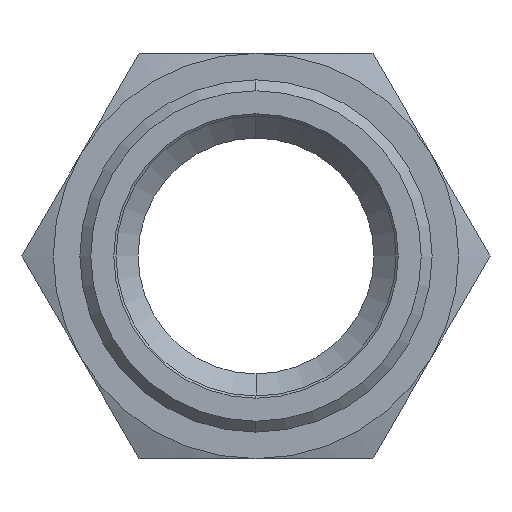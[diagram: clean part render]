
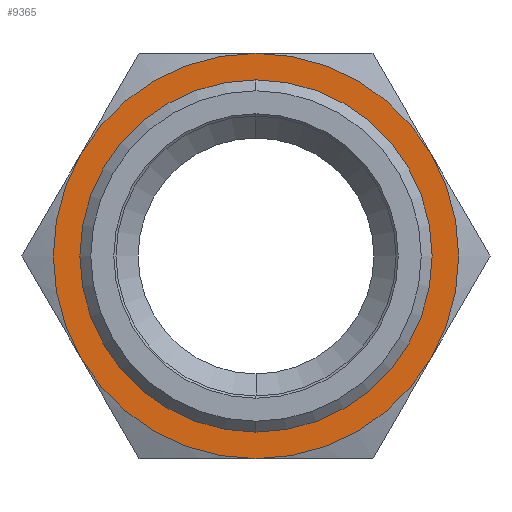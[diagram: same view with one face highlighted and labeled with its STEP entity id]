
A CAD part, left-side view. The second image highlights one B-rep face of the part: STEP entity #9365.
In plain terms, the highlighted planar face has unit normal (-1, 0, 0).
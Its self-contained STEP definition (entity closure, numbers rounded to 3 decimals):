
#23 = CIRCLE ( 'NONE', #6733, 22.67 ) ;
#101 = DIRECTION ( 'NONE',  ( 1., 0., 0. ) ) ;
#271 = FACE_OUTER_BOUND ( 'NONE', #11218, .T. ) ;
#388 = CIRCLE ( 'NONE', #12900, 27.5 ) ;
#602 = DIRECTION ( 'NONE',  ( 0., 0., 1. ) ) ;
#617 = DIRECTION ( 'NONE',  ( 0., 0., 1. ) ) ;
#696 = ORIENTED_EDGE ( 'NONE', *, *, #5691, .T. ) ;
#771 = CARTESIAN_POINT ( 'NONE',  ( -58., 0., 0. ) ) ;
#1356 = EDGE_LOOP ( 'NONE', ( #6410, #4926 ) ) ;
#1396 = CARTESIAN_POINT ( 'NONE',  ( -58., 23.816, -13.75 ) ) ;
#1634 = CIRCLE ( 'NONE', #3022, 27.5 ) ;
#1702 = VERTEX_POINT ( 'NONE', #5050 ) ;
#1991 = CARTESIAN_POINT ( 'NONE',  ( -58., -23.816, 13.75 ) ) ;
#3022 = AXIS2_PLACEMENT_3D ( 'NONE', #771, #11168, #8748 ) ;
#3058 = VERTEX_POINT ( 'NONE', #1396 ) ;
#3062 = CARTESIAN_POINT ( 'NONE',  ( -58., 0., 0. ) ) ;
#3072 = ORIENTED_EDGE ( 'NONE', *, *, #10347, .T. ) ;
#3163 = EDGE_CURVE ( 'NONE', #10804, #1702, #13987, .T. ) ;
#3220 = DIRECTION ( 'NONE',  ( 0., 0., 1. ) ) ;
#3307 = CARTESIAN_POINT ( 'NONE',  ( -58., 0., 22.67 ) ) ;
#4091 = DIRECTION ( 'NONE',  ( 0., 0., 1. ) ) ;
#4107 = DIRECTION ( 'NONE',  ( -1., 0., 0. ) ) ;
#4284 = AXIS2_PLACEMENT_3D ( 'NONE', #5491, #10209, #3220 ) ;
#4350 = DIRECTION ( 'NONE',  ( 1., 0., 0. ) ) ;
#4362 = DIRECTION ( 'NONE',  ( -1., 0., 0. ) ) ;
#4372 = AXIS2_PLACEMENT_3D ( 'NONE', #9740, #10871, #14356 ) ;
#4508 = CARTESIAN_POINT ( 'NONE',  ( -58., 0., -22.67 ) ) ;
#4800 = DIRECTION ( 'NONE',  ( 0., 0., 1. ) ) ;
#4926 = ORIENTED_EDGE ( 'NONE', *, *, #7180, .T. ) ;
#5050 = CARTESIAN_POINT ( 'NONE',  ( -58., 23.816, 13.75 ) ) ;
#5273 = AXIS2_PLACEMENT_3D ( 'NONE', #8736, #14541, #602 ) ;
#5491 = CARTESIAN_POINT ( 'NONE',  ( -58., 34.5, 0. ) ) ;
#5691 = EDGE_CURVE ( 'NONE', #12925, #9710, #10904, .T. ) ;
#6151 = ORIENTED_EDGE ( 'NONE', *, *, #3163, .T. ) ;
#6188 = EDGE_CURVE ( 'NONE', #13151, #12925, #388, .T. ) ;
#6410 = ORIENTED_EDGE ( 'NONE', *, *, #11544, .T. ) ;
#6680 = AXIS2_PLACEMENT_3D ( 'NONE', #10581, #101, #7139 ) ;
#6733 = AXIS2_PLACEMENT_3D ( 'NONE', #11317, #4350, #4800 ) ;
#7016 = CIRCLE ( 'NONE', #14222, 27.5 ) ;
#7046 = CIRCLE ( 'NONE', #5273, 27.5 ) ;
#7139 = DIRECTION ( 'NONE',  ( 0., 0., 1. ) ) ;
#7180 = EDGE_CURVE ( 'NONE', #10455, #14753, #9092, .T. ) ;
#7482 = CARTESIAN_POINT ( 'NONE',  ( -58., -23.816, -13.75 ) ) ;
#8043 = ORIENTED_EDGE ( 'NONE', *, *, #13434, .T. ) ;
#8732 = DIRECTION ( 'NONE',  ( -1., 0., 0. ) ) ;
#8736 = CARTESIAN_POINT ( 'NONE',  ( -58., 0., 0. ) ) ;
#8748 = DIRECTION ( 'NONE',  ( 0., 0., 1. ) ) ;
#9092 = CIRCLE ( 'NONE', #6680, 22.67 ) ;
#9365 = ADVANCED_FACE ( 'NONE', ( #9545, #271 ), #10114, .T. ) ;
#9403 = CARTESIAN_POINT ( 'NONE',  ( -58., 0., 0. ) ) ;
#9545 = FACE_BOUND ( 'NONE', #1356, .T. ) ;
#9710 = VERTEX_POINT ( 'NONE', #1991 ) ;
#9740 = CARTESIAN_POINT ( 'NONE',  ( -58., 0., 0. ) ) ;
#10070 = AXIS2_PLACEMENT_3D ( 'NONE', #3062, #8732, #4091 ) ;
#10114 = PLANE ( 'NONE',  #4284 ) ;
#10209 = DIRECTION ( 'NONE',  ( -1., 0., 0. ) ) ;
#10347 = EDGE_CURVE ( 'NONE', #3058, #13151, #7046, .T. ) ;
#10455 = VERTEX_POINT ( 'NONE', #4508 ) ;
#10581 = CARTESIAN_POINT ( 'NONE',  ( -58., 0., 0. ) ) ;
#10804 = VERTEX_POINT ( 'NONE', #10988 ) ;
#10871 = DIRECTION ( 'NONE',  ( -1., 0., 0. ) ) ;
#10904 = CIRCLE ( 'NONE', #4372, 27.5 ) ;
#10988 = CARTESIAN_POINT ( 'NONE',  ( -58., 0., 27.5 ) ) ;
#11168 = DIRECTION ( 'NONE',  ( -1., 0., 0. ) ) ;
#11218 = EDGE_LOOP ( 'NONE', ( #8043, #6151, #13755, #3072, #12528, #696 ) ) ;
#11317 = CARTESIAN_POINT ( 'NONE',  ( -58., 0., 0. ) ) ;
#11544 = EDGE_CURVE ( 'NONE', #14753, #10455, #23, .T. ) ;
#12314 = EDGE_CURVE ( 'NONE', #1702, #3058, #1634, .T. ) ;
#12483 = DIRECTION ( 'NONE',  ( 0., 0., 1. ) ) ;
#12528 = ORIENTED_EDGE ( 'NONE', *, *, #6188, .T. ) ;
#12544 = CARTESIAN_POINT ( 'NONE',  ( -58., 0., -27.5 ) ) ;
#12900 = AXIS2_PLACEMENT_3D ( 'NONE', #14553, #4362, #12483 ) ;
#12925 = VERTEX_POINT ( 'NONE', #7482 ) ;
#13151 = VERTEX_POINT ( 'NONE', #12544 ) ;
#13434 = EDGE_CURVE ( 'NONE', #9710, #10804, #7016, .T. ) ;
#13755 = ORIENTED_EDGE ( 'NONE', *, *, #12314, .T. ) ;
#13987 = CIRCLE ( 'NONE', #10070, 27.5 ) ;
#14222 = AXIS2_PLACEMENT_3D ( 'NONE', #9403, #4107, #617 ) ;
#14356 = DIRECTION ( 'NONE',  ( 0., 0., 1. ) ) ;
#14541 = DIRECTION ( 'NONE',  ( -1., 0., 0. ) ) ;
#14553 = CARTESIAN_POINT ( 'NONE',  ( -58., 0., 0. ) ) ;
#14753 = VERTEX_POINT ( 'NONE', #3307 ) ;
